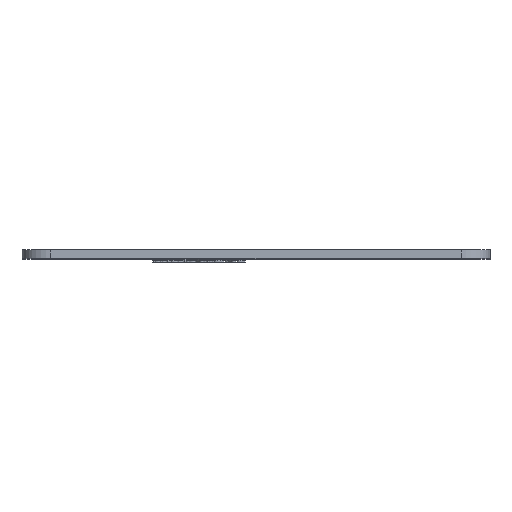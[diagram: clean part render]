
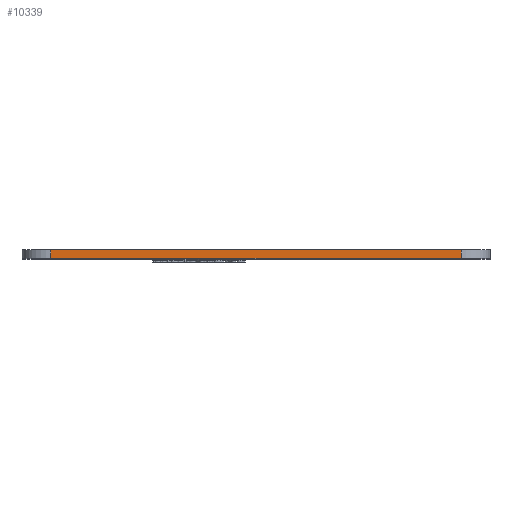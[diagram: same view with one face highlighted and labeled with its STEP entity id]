
A CAD part, top view. The second image highlights one B-rep face of the part: STEP entity #10339.
In plain terms, the highlighted planar face has unit normal (0, 0, 1).
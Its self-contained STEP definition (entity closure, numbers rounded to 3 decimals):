
#370=PLANE('',#10650);
#879=FACE_OUTER_BOUND('',#1478,.T.);
#1478=EDGE_LOOP('',(#9139,#9140,#9141,#9142));
#1612=LINE('',#12774,#2472);
#2307=LINE('',#20206,#3167);
#2309=LINE('',#20211,#3169);
#2310=LINE('',#20212,#3170);
#2472=VECTOR('',#10832,10.);
#3167=VECTOR('',#11927,10.);
#3169=VECTOR('',#11933,10.);
#3170=VECTOR('',#11934,10.);
#3945=VERTEX_POINT('',#12770);
#3947=VERTEX_POINT('',#12773);
#4844=VERTEX_POINT('',#20204);
#4845=VERTEX_POINT('',#20210);
#5001=EDGE_CURVE('',#3945,#3947,#1612,.T.);
#6304=EDGE_CURVE('',#4844,#3945,#2307,.T.);
#6306=EDGE_CURVE('',#4845,#4844,#2309,.T.);
#6307=EDGE_CURVE('',#3947,#4845,#2310,.T.);
#9139=ORIENTED_EDGE('',*,*,#6304,.F.);
#9140=ORIENTED_EDGE('',*,*,#6306,.F.);
#9141=ORIENTED_EDGE('',*,*,#6307,.F.);
#9142=ORIENTED_EDGE('',*,*,#5001,.F.);
#10339=ADVANCED_FACE('',(#879),#370,.T.);
#10650=AXIS2_PLACEMENT_3D('',#20209,#11931,#11932);
#10832=DIRECTION('',(-1.,0.,0.));
#11927=DIRECTION('',(0.,-1.,0.));
#11931=DIRECTION('center_axis',(0.,0.,1.));
#11932=DIRECTION('ref_axis',(1.,0.,0.));
#11933=DIRECTION('',(1.,0.,0.));
#11934=DIRECTION('',(0.,1.,0.));
#12770=CARTESIAN_POINT('',(65.726,0.,69.329));
#12773=CARTESIAN_POINT('',(-6.274,0.,69.329));
#12774=CARTESIAN_POINT('',(70.726,0.,69.329));
#20204=CARTESIAN_POINT('',(65.726,1.5,69.329));
#20206=CARTESIAN_POINT('',(65.726,0.,69.329));
#20209=CARTESIAN_POINT('Origin',(-11.274,0.,69.329));
#20210=CARTESIAN_POINT('',(-6.274,1.5,69.329));
#20211=CARTESIAN_POINT('',(70.726,1.5,69.329));
#20212=CARTESIAN_POINT('',(-6.274,0.,69.329));
